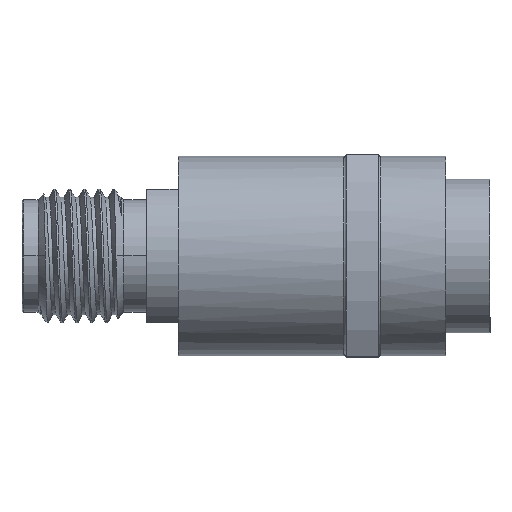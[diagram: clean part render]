
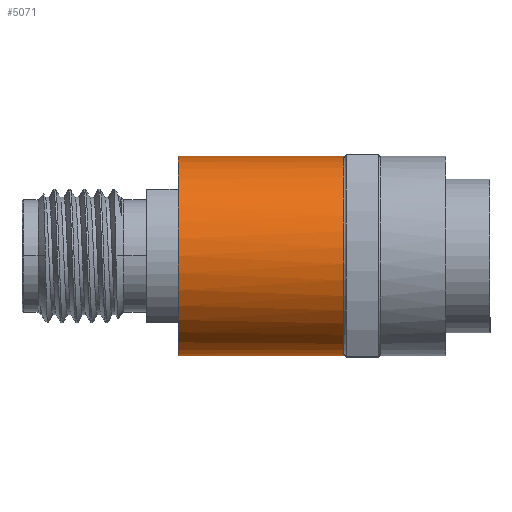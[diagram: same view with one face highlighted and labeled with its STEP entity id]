
A CAD part, top view. The second image highlights one B-rep face of the part: STEP entity #5071.
In plain terms, the highlighted cylindrical face has radius 4.74 mm (diameter 9.479 mm), a partial arc.
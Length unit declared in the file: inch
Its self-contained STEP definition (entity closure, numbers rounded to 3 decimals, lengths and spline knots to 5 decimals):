
#259 = VECTOR ( 'NONE', #8131, 39.37008 ) ;
#323 = CARTESIAN_POINT ( 'NONE',  ( 0.601, -0.18407, 0.03064 ) ) ;
#340 = CARTESIAN_POINT ( 'NONE',  ( 0.601, 0.18407, 0.03064 ) ) ;
#883 = CARTESIAN_POINT ( 'NONE',  ( 0.2329, 0.1866, 0. ) ) ;
#997 = CARTESIAN_POINT ( 'NONE',  ( 0.2919, 0.1866, 0. ) ) ;
#1209 = CARTESIAN_POINT ( 'NONE',  ( 0.2919, 0., 0. ) ) ;
#1764 = EDGE_CURVE ( 'NONE', #8251, #4440, #4779, .T. ) ;
#1824 = EDGE_CURVE ( 'NONE', #7172, #8584, #6214, .T. ) ;
#2024 = AXIS2_PLACEMENT_3D ( 'NONE', #3140, #6601, #5229 ) ;
#2097 = EDGE_LOOP ( 'NONE', ( #2214, #2309, #7657, #4403, #7325, #7681 ) ) ;
#2214 = ORIENTED_EDGE ( 'NONE', *, *, #1764, .T. ) ;
#2309 = ORIENTED_EDGE ( 'NONE', *, *, #3263, .T. ) ;
#2352 = CARTESIAN_POINT ( 'NONE',  ( 0.2329, 0., 0. ) ) ;
#2693 = VERTEX_POINT ( 'NONE', #5293 ) ;
#2829 = EDGE_CURVE ( 'NONE', #7172, #2693, #6470, .T. ) ;
#2847 = CIRCLE ( 'NONE', #2024, 0.1866 ) ;
#3031 = CARTESIAN_POINT ( 'NONE',  ( 0.601, 0.18407, 0.03064 ) ) ;
#3140 = CARTESIAN_POINT ( 'NONE',  ( 0.601, 0., 0. ) ) ;
#3185 = CARTESIAN_POINT ( 'NONE',  ( 0.60173, -0.1866, 0. ) ) ;
#3214 = DIRECTION ( 'NONE',  ( 0., -1., 0. ) ) ;
#3263 = EDGE_CURVE ( 'NONE', #4440, #9191, #6361, .T. ) ;
#3264 = AXIS2_PLACEMENT_3D ( 'NONE', #2352, #6728, #6611 ) ;
#3302 = DIRECTION ( 'NONE',  ( -1., 0., 0. ) ) ;
#3675 = FACE_OUTER_BOUND ( 'NONE', #2097, .T. ) ;
#3695 = CARTESIAN_POINT ( 'NONE',  ( 0.601, 0.18576, 0.02045 ) ) ;
#4335 = CARTESIAN_POINT ( 'NONE',  ( 0.60173, 0.1866, 0.01025 ) ) ;
#4403 = ORIENTED_EDGE ( 'NONE', *, *, #2829, .F. ) ;
#4440 = VERTEX_POINT ( 'NONE', #7834 ) ;
#4624 = CARTESIAN_POINT ( 'NONE',  ( 0.601, -0.18576, 0.02048 ) ) ;
#4779 = B_SPLINE_CURVE_WITH_KNOTS ( 'NONE', 3,
 ( #3031, #3695, #4335, #5116 ),
 .UNSPECIFIED., .F., .F.,
 ( 4, 4 ),
 ( 0., 0.00078 ),
 .UNSPECIFIED. ) ;
#5071 = ADVANCED_FACE ( 'NONE', ( #3675 ), #6776, .T. ) ;
#5116 = CARTESIAN_POINT ( 'NONE',  ( 0.60173, 0.1866, 0. ) ) ;
#5229 = DIRECTION ( 'NONE',  ( 0., 1., 0. ) ) ;
#5293 = CARTESIAN_POINT ( 'NONE',  ( 0.2919, -0.1866, 0. ) ) ;
#5300 = EDGE_CURVE ( 'NONE', #2693, #9191, #5337, .T. ) ;
#5337 = CIRCLE ( 'NONE', #7559, 0.1866 ) ;
#5375 = DIRECTION ( 'NONE',  ( -1., 0., 0. ) ) ;
#6129 = CARTESIAN_POINT ( 'NONE',  ( 0.2329, -0.1866, 0. ) ) ;
#6214 = B_SPLINE_CURVE_WITH_KNOTS ( 'NONE', 3,
 ( #3185, #8764, #4624, #323 ),
 .UNSPECIFIED., .F., .F.,
 ( 4, 4 ),
 ( 0.00078, 0.00156 ),
 .UNSPECIFIED. ) ;
#6361 = LINE ( 'NONE', #883, #259 ) ;
#6470 = LINE ( 'NONE', #6129, #6582 ) ;
#6582 = VECTOR ( 'NONE', #5375, 39.37008 ) ;
#6601 = DIRECTION ( 'NONE',  ( -1., 0., 0. ) ) ;
#6611 = DIRECTION ( 'NONE',  ( 0., -1., 0. ) ) ;
#6726 = EDGE_CURVE ( 'NONE', #8584, #8251, #2847, .T. ) ;
#6728 = DIRECTION ( 'NONE',  ( -1., 0., 0. ) ) ;
#6776 = CYLINDRICAL_SURFACE ( 'NONE', #3264, 0.1866 ) ;
#7172 = VERTEX_POINT ( 'NONE', #9181 ) ;
#7325 = ORIENTED_EDGE ( 'NONE', *, *, #1824, .T. ) ;
#7559 = AXIS2_PLACEMENT_3D ( 'NONE', #1209, #3302, #3214 ) ;
#7657 = ORIENTED_EDGE ( 'NONE', *, *, #5300, .F. ) ;
#7681 = ORIENTED_EDGE ( 'NONE', *, *, #6726, .T. ) ;
#7834 = CARTESIAN_POINT ( 'NONE',  ( 0.60173, 0.1866, 0. ) ) ;
#7983 = CARTESIAN_POINT ( 'NONE',  ( 0.601, -0.18407, 0.03064 ) ) ;
#8131 = DIRECTION ( 'NONE',  ( -1., 0., 0. ) ) ;
#8251 = VERTEX_POINT ( 'NONE', #340 ) ;
#8584 = VERTEX_POINT ( 'NONE', #7983 ) ;
#8764 = CARTESIAN_POINT ( 'NONE',  ( 0.60173, -0.1866, 0.0102 ) ) ;
#9181 = CARTESIAN_POINT ( 'NONE',  ( 0.60173, -0.1866, 0. ) ) ;
#9191 = VERTEX_POINT ( 'NONE', #997 ) ;
